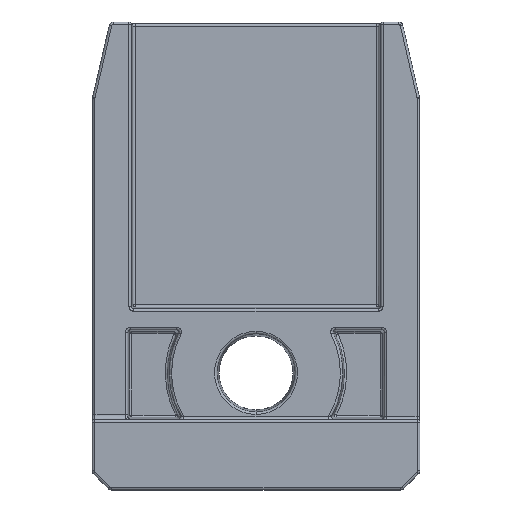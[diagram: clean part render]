
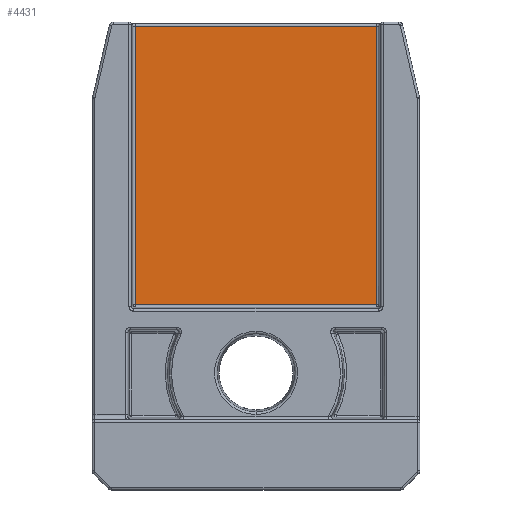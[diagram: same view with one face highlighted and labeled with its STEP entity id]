
A CAD part, front view. The second image highlights one B-rep face of the part: STEP entity #4431.
In plain terms, the highlighted planar face has unit normal (0, -1, 0).
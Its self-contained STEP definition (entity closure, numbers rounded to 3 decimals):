
#190=PLANE('',#4786);
#384=VECTOR('',#5163,1.);
#510=VECTOR('',#5431,1.);
#511=VECTOR('',#5432,1.);
#512=VECTOR('',#5433,1.);
#700=LINE('',#6263,#384);
#826=LINE('',#6931,#510);
#827=LINE('',#6933,#511);
#828=LINE('',#6935,#512);
#1117=VERTEX_POINT('',#6257);
#1120=VERTEX_POINT('',#6262);
#1323=VERTEX_POINT('',#6932);
#1324=VERTEX_POINT('',#6934);
#1739=EDGE_CURVE('',#1117,#1120,#700,.T.);
#1974=EDGE_CURVE('',#1120,#1323,#826,.T.);
#1975=EDGE_CURVE('',#1323,#1324,#827,.T.);
#1976=EDGE_CURVE('',#1324,#1117,#828,.T.);
#2687=ORIENTED_EDGE('',*,*,#1739,.T.);
#2688=ORIENTED_EDGE('',*,*,#1974,.T.);
#2689=ORIENTED_EDGE('',*,*,#1975,.T.);
#2690=ORIENTED_EDGE('',*,*,#1976,.T.);
#3833=EDGE_LOOP('',(#2687,#2688,#2689,#2690));
#4136=FACE_BOUND('',#3833,.T.);
#4431=ADVANCED_FACE('',(#4136),#190,.F.);
#4786=AXIS2_PLACEMENT_3D('',#6930,#5430,$);
#5163=DIRECTION('',(-1.,0.,0.));
#5430=DIRECTION('',(0.,1.,0.));
#5431=DIRECTION('',(0.,0.,-1.));
#5432=DIRECTION('',(1.,0.,0.));
#5433=DIRECTION('',(0.,0.,1.));
#6257=CARTESIAN_POINT('',(5.15,2.,9.79));
#6262=CARTESIAN_POINT('',(-5.15,2.,9.79));
#6263=CARTESIAN_POINT('',(5.15,2.,9.79));
#6930=CARTESIAN_POINT('',(0.,2.,0.));
#6931=CARTESIAN_POINT('',(-5.15,2.,9.79));
#6932=CARTESIAN_POINT('',(-5.15,2.,-2.1));
#6933=CARTESIAN_POINT('',(-5.15,2.,-2.1));
#6934=CARTESIAN_POINT('',(5.15,2.,-2.1));
#6935=CARTESIAN_POINT('',(5.15,2.,-2.1));
